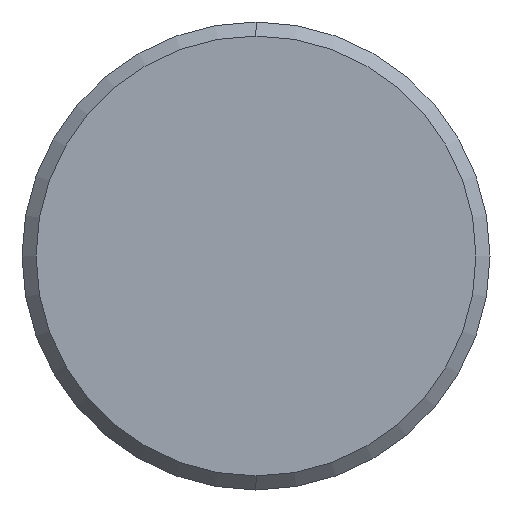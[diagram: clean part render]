
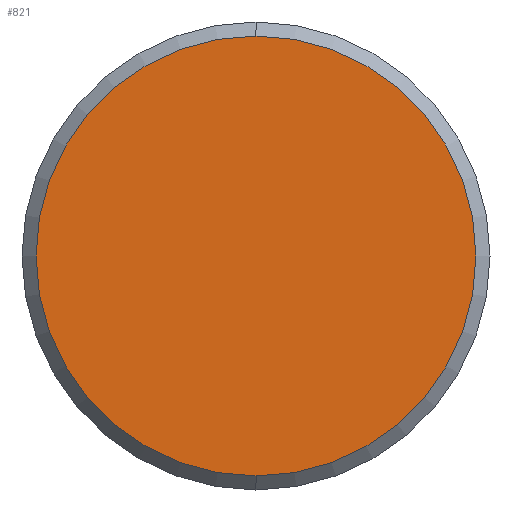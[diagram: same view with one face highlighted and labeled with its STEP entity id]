
A CAD part, left-side view. The second image highlights one B-rep face of the part: STEP entity #821.
In plain terms, the highlighted planar face has unit normal (-1, 0, 0).
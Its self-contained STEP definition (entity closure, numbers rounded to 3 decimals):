
#32 = AXIS2_PLACEMENT_3D ( 'NONE', #805, #806, #807 ) ;
#53 = AXIS2_PLACEMENT_3D ( 'NONE', #904, #909, #910 ) ;
#123 = EDGE_CURVE ( 'NONE', #584, #567, #349, .T. ) ;
#231 = EDGE_CURVE ( 'NONE', #567, #584, #370, .T. ) ;
#240 = DIRECTION ( 'NONE',  ( 0., 0., 1. ) ) ;
#241 = CARTESIAN_POINT ( 'NONE',  ( 0., 0., 0. ) ) ;
#296 = DIRECTION ( 'NONE',  ( -1., 0., 0. ) ) ;
#349 = CIRCLE ( 'NONE', #719, 4.7 ) ;
#370 = CIRCLE ( 'NONE', #32, 4.7 ) ;
#454 = FACE_OUTER_BOUND ( 'NONE', #490, .T. ) ;
#490 = EDGE_LOOP ( 'NONE', ( #538, #552 ) ) ;
#538 = ORIENTED_EDGE ( 'NONE', *, *, #123, .T. ) ;
#552 = ORIENTED_EDGE ( 'NONE', *, *, #231, .T. ) ;
#567 = VERTEX_POINT ( 'NONE', #868 ) ;
#584 = VERTEX_POINT ( 'NONE', #877 ) ;
#719 = AXIS2_PLACEMENT_3D ( 'NONE', #241, #296, #240 ) ;
#805 = CARTESIAN_POINT ( 'NONE',  ( 0., 0., 0. ) ) ;
#806 = DIRECTION ( 'NONE',  ( -1., 0., 0. ) ) ;
#807 = DIRECTION ( 'NONE',  ( 0., 0., 1. ) ) ;
#821 = ADVANCED_FACE ( 'NONE', ( #454 ), #905, .F. ) ;
#868 = CARTESIAN_POINT ( 'NONE',  ( 0., 0., 4.7 ) ) ;
#877 = CARTESIAN_POINT ( 'NONE',  ( 0., 0., -4.7 ) ) ;
#904 = CARTESIAN_POINT ( 'NONE',  ( 0., 0., 0. ) ) ;
#905 = PLANE ( 'NONE',  #53 ) ;
#909 = DIRECTION ( 'NONE',  ( 1., 0., 0. ) ) ;
#910 = DIRECTION ( 'NONE',  ( 0., 0., -1. ) ) ;
